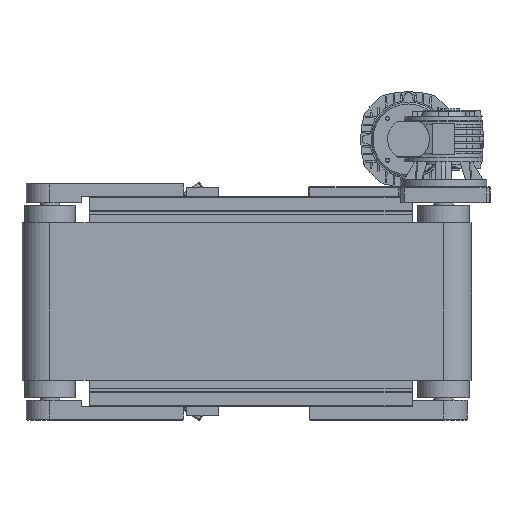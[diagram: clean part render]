
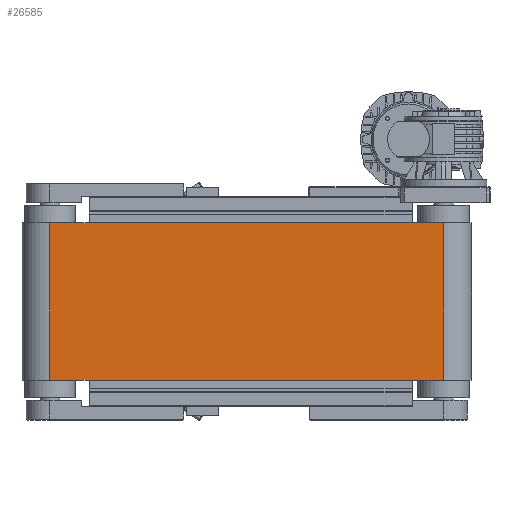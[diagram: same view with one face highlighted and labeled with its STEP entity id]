
A CAD part, top view. The second image highlights one B-rep face of the part: STEP entity #26585.
In plain terms, the highlighted face is planar.
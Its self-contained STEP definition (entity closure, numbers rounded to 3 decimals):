
#4369=FACE_OUTER_BOUND($,#6184,.T.);
#6184=EDGE_LOOP($,(#19897,#19898,#19899,#19900));
#8222=LINE($,#41290,#10024);
#8223=LINE($,#41295,#10025);
#8225=LINE($,#41299,#10027);
#8226=LINE($,#41300,#10028);
#10024=VECTOR($,#33423,500.);
#10025=VECTOR($,#33428,200.);
#10027=VECTOR($,#33432,500.);
#10028=VECTOR($,#33433,200.);
#11926=VERTEX_POINT($,#41284);
#11928=VERTEX_POINT($,#41288);
#11930=VERTEX_POINT($,#41293);
#11931=VERTEX_POINT($,#41298);
#14856=EDGE_CURVE($,#11926,#11928,#8222,.T.);
#14858=EDGE_CURVE($,#11928,#11930,#8223,.T.);
#14860=EDGE_CURVE($,#11930,#11931,#8225,.T.);
#14861=EDGE_CURVE($,#11926,#11931,#8226,.T.);
#19897=ORIENTED_EDGE($,*,*,#14860,.T.);
#19898=ORIENTED_EDGE($,*,*,#14861,.F.);
#19899=ORIENTED_EDGE($,*,*,#14856,.T.);
#19900=ORIENTED_EDGE($,*,*,#14858,.T.);
#25579=PLANE($,#28719);
#26585=ADVANCED_FACE($,(#4369),#25579,.T.);
#28719=AXIS2_PLACEMENT_3D($,#41297,#33430,#33431);
#33423=DIRECTION($,(-1.,0.,0.));
#33428=DIRECTION($,(0.,1.,0.));
#33430=DIRECTION('center_axis',(0.,0.,-1.));
#33431=DIRECTION('ref_axis',(-1.,0.,0.));
#33432=DIRECTION($,(1.,0.,0.));
#33433=DIRECTION($,(0.,1.,0.));
#41284=CARTESIAN_POINT('',(0.,-100.,-35.5));
#41288=CARTESIAN_POINT('',(-500.,-100.,-35.5));
#41290=CARTESIAN_POINT($,(0.,-100.,-35.5));
#41293=CARTESIAN_POINT('',(-500.,100.,-35.5));
#41295=CARTESIAN_POINT($,(-500.,0.,-35.5));
#41297=CARTESIAN_POINT('Origin',(-500.,0.,-35.5));
#41298=CARTESIAN_POINT('',(0.,100.,-35.5));
#41299=CARTESIAN_POINT($,(0.,100.,-35.5));
#41300=CARTESIAN_POINT($,(0.,0.,-35.5));
